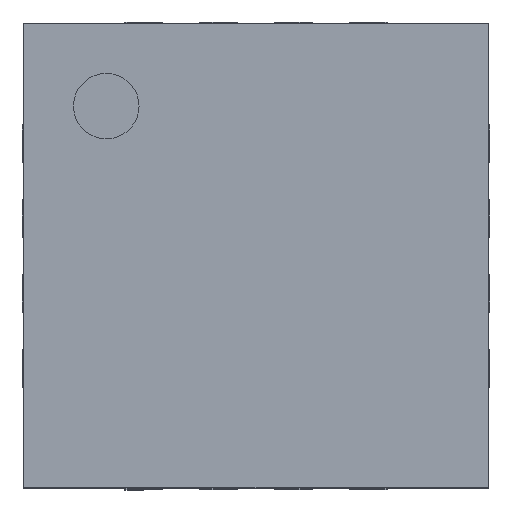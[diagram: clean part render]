
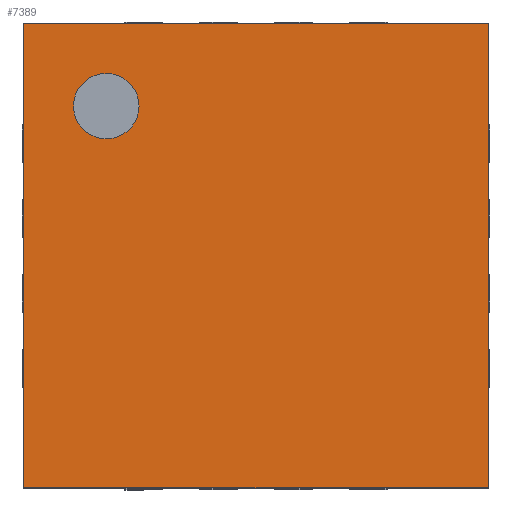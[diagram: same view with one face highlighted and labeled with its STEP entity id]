
A CAD part, top view. The second image highlights one B-rep face of the part: STEP entity #7389.
In plain terms, the highlighted planar face has unit normal (0, 0, 1).
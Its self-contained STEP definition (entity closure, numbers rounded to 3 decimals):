
#225 = PLANE('',#226);
#226 = AXIS2_PLACEMENT_3D('',#227,#228,#229);
#227 = CARTESIAN_POINT('',(-1.24,1.24,0.03));
#228 = DIRECTION('',(0.,1.,0.));
#229 = DIRECTION('',(0.,0.,1.));
#479 = PLANE('',#480);
#480 = AXIS2_PLACEMENT_3D('',#481,#482,#483);
#481 = CARTESIAN_POINT('',(-1.24,-1.24,0.03));
#482 = DIRECTION('',(1.,0.,0.));
#483 = DIRECTION('',(0.,0.,1.));
#507 = PLANE('',#508);
#508 = AXIS2_PLACEMENT_3D('',#509,#510,#511);
#509 = CARTESIAN_POINT('',(-1.24,-1.24,0.03));
#510 = DIRECTION('',(0.,1.,0.));
#511 = DIRECTION('',(0.,0.,1.));
#975 = PLANE('',#976);
#976 = AXIS2_PLACEMENT_3D('',#977,#978,#979);
#977 = CARTESIAN_POINT('',(1.24,-1.24,0.03));
#978 = DIRECTION('',(1.,0.,0.));
#979 = DIRECTION('',(0.,0.,1.));
#2384 = VERTEX_POINT('',#2385);
#2385 = CARTESIAN_POINT('',(-1.24,1.24,0.53));
#2406 = EDGE_CURVE('',#2384,#2407,#2409,.T.);
#2407 = VERTEX_POINT('',#2408);
#2408 = CARTESIAN_POINT('',(1.24,1.24,0.53));
#2409 = SURFACE_CURVE('',#2410,(#2414,#2421),.PCURVE_S1.);
#2410 = LINE('',#2411,#2412);
#2411 = CARTESIAN_POINT('',(-1.24,1.24,0.53));
#2412 = VECTOR('',#2413,1.);
#2413 = DIRECTION('',(1.,0.,0.));
#2414 = PCURVE('',#225,#2415);
#2415 = DEFINITIONAL_REPRESENTATION('',(#2416),#2420);
#2416 = LINE('',#2417,#2418);
#2417 = CARTESIAN_POINT('',(0.5,0.));
#2418 = VECTOR('',#2419,1.);
#2419 = DIRECTION('',(0.,1.));
#2420 = ( GEOMETRIC_REPRESENTATION_CONTEXT(2) 
PARAMETRIC_REPRESENTATION_CONTEXT() REPRESENTATION_CONTEXT('2D SPACE',''
  ) );
#2421 = PCURVE('',#2422,#2427);
#2422 = PLANE('',#2423);
#2423 = AXIS2_PLACEMENT_3D('',#2424,#2425,#2426);
#2424 = CARTESIAN_POINT('',(-1.24,-1.24,0.53));
#2425 = DIRECTION('',(0.,0.,1.));
#2426 = DIRECTION('',(1.,0.,0.));
#2427 = DEFINITIONAL_REPRESENTATION('',(#2428),#2432);
#2428 = LINE('',#2429,#2430);
#2429 = CARTESIAN_POINT('',(0.,2.48));
#2430 = VECTOR('',#2431,1.);
#2431 = DIRECTION('',(1.,0.));
#2432 = ( GEOMETRIC_REPRESENTATION_CONTEXT(2) 
PARAMETRIC_REPRESENTATION_CONTEXT() REPRESENTATION_CONTEXT('2D SPACE',''
  ) );
#2698 = EDGE_CURVE('',#2699,#2384,#2701,.T.);
#2699 = VERTEX_POINT('',#2700);
#2700 = CARTESIAN_POINT('',(-1.24,-1.24,0.53));
#2701 = SURFACE_CURVE('',#2702,(#2706,#2713),.PCURVE_S1.);
#2702 = LINE('',#2703,#2704);
#2703 = CARTESIAN_POINT('',(-1.24,-1.24,0.53));
#2704 = VECTOR('',#2705,1.);
#2705 = DIRECTION('',(0.,1.,0.));
#2706 = PCURVE('',#479,#2707);
#2707 = DEFINITIONAL_REPRESENTATION('',(#2708),#2712);
#2708 = LINE('',#2709,#2710);
#2709 = CARTESIAN_POINT('',(0.5,0.));
#2710 = VECTOR('',#2711,1.);
#2711 = DIRECTION('',(0.,-1.));
#2712 = ( GEOMETRIC_REPRESENTATION_CONTEXT(2) 
PARAMETRIC_REPRESENTATION_CONTEXT() REPRESENTATION_CONTEXT('2D SPACE',''
  ) );
#2713 = PCURVE('',#2422,#2714);
#2714 = DEFINITIONAL_REPRESENTATION('',(#2715),#2719);
#2715 = LINE('',#2716,#2717);
#2716 = CARTESIAN_POINT('',(0.,0.));
#2717 = VECTOR('',#2718,1.);
#2718 = DIRECTION('',(0.,1.));
#2719 = ( GEOMETRIC_REPRESENTATION_CONTEXT(2) 
PARAMETRIC_REPRESENTATION_CONTEXT() REPRESENTATION_CONTEXT('2D SPACE',''
  ) );
#3029 = EDGE_CURVE('',#2699,#3030,#3032,.T.);
#3030 = VERTEX_POINT('',#3031);
#3031 = CARTESIAN_POINT('',(1.24,-1.24,0.53));
#3032 = SURFACE_CURVE('',#3033,(#3037,#3044),.PCURVE_S1.);
#3033 = LINE('',#3034,#3035);
#3034 = CARTESIAN_POINT('',(-1.24,-1.24,0.53));
#3035 = VECTOR('',#3036,1.);
#3036 = DIRECTION('',(1.,0.,0.));
#3037 = PCURVE('',#507,#3038);
#3038 = DEFINITIONAL_REPRESENTATION('',(#3039),#3043);
#3039 = LINE('',#3040,#3041);
#3040 = CARTESIAN_POINT('',(0.5,0.));
#3041 = VECTOR('',#3042,1.);
#3042 = DIRECTION('',(0.,1.));
#3043 = ( GEOMETRIC_REPRESENTATION_CONTEXT(2) 
PARAMETRIC_REPRESENTATION_CONTEXT() REPRESENTATION_CONTEXT('2D SPACE',''
  ) );
#3044 = PCURVE('',#2422,#3045);
#3045 = DEFINITIONAL_REPRESENTATION('',(#3046),#3050);
#3046 = LINE('',#3047,#3048);
#3047 = CARTESIAN_POINT('',(0.,0.));
#3048 = VECTOR('',#3049,1.);
#3049 = DIRECTION('',(1.,0.));
#3050 = ( GEOMETRIC_REPRESENTATION_CONTEXT(2) 
PARAMETRIC_REPRESENTATION_CONTEXT() REPRESENTATION_CONTEXT('2D SPACE',''
  ) );
#5212 = EDGE_CURVE('',#3030,#2407,#5213,.T.);
#5213 = SURFACE_CURVE('',#5214,(#5218,#5225),.PCURVE_S1.);
#5214 = LINE('',#5215,#5216);
#5215 = CARTESIAN_POINT('',(1.24,-1.24,0.53));
#5216 = VECTOR('',#5217,1.);
#5217 = DIRECTION('',(0.,1.,0.));
#5218 = PCURVE('',#975,#5219);
#5219 = DEFINITIONAL_REPRESENTATION('',(#5220),#5224);
#5220 = LINE('',#5221,#5222);
#5221 = CARTESIAN_POINT('',(0.5,0.));
#5222 = VECTOR('',#5223,1.);
#5223 = DIRECTION('',(0.,-1.));
#5224 = ( GEOMETRIC_REPRESENTATION_CONTEXT(2) 
PARAMETRIC_REPRESENTATION_CONTEXT() REPRESENTATION_CONTEXT('2D SPACE',''
  ) );
#5225 = PCURVE('',#2422,#5226);
#5226 = DEFINITIONAL_REPRESENTATION('',(#5227),#5231);
#5227 = LINE('',#5228,#5229);
#5228 = CARTESIAN_POINT('',(2.48,0.));
#5229 = VECTOR('',#5230,1.);
#5230 = DIRECTION('',(0.,1.));
#5231 = ( GEOMETRIC_REPRESENTATION_CONTEXT(2) 
PARAMETRIC_REPRESENTATION_CONTEXT() REPRESENTATION_CONTEXT('2D SPACE',''
  ) );
#7389 = ADVANCED_FACE('',(#7390,#7396),#2422,.T.);
#7390 = FACE_BOUND('',#7391,.T.);
#7391 = EDGE_LOOP('',(#7392,#7393,#7394,#7395));
#7392 = ORIENTED_EDGE('',*,*,#2698,.F.);
#7393 = ORIENTED_EDGE('',*,*,#3029,.T.);
#7394 = ORIENTED_EDGE('',*,*,#5212,.T.);
#7395 = ORIENTED_EDGE('',*,*,#2406,.F.);
#7396 = FACE_BOUND('',#7397,.T.);
#7397 = EDGE_LOOP('',(#7398));
#7398 = ORIENTED_EDGE('',*,*,#7399,.F.);
#7399 = EDGE_CURVE('',#7400,#7400,#7402,.T.);
#7400 = VERTEX_POINT('',#7401);
#7401 = CARTESIAN_POINT('',(-0.625,-0.8,0.53));
#7402 = SURFACE_CURVE('',#7403,(#7408,#7415),.PCURVE_S1.);
#7403 = CIRCLE('',#7404,0.175);
#7404 = AXIS2_PLACEMENT_3D('',#7405,#7406,#7407);
#7405 = CARTESIAN_POINT('',(-0.8,-0.8,0.53));
#7406 = DIRECTION('',(0.,0.,1.));
#7407 = DIRECTION('',(1.,0.,0.));
#7408 = PCURVE('',#2422,#7409);
#7409 = DEFINITIONAL_REPRESENTATION('',(#7410),#7414);
#7410 = CIRCLE('',#7411,0.175);
#7411 = AXIS2_PLACEMENT_2D('',#7412,#7413);
#7412 = CARTESIAN_POINT('',(0.44,0.44));
#7413 = DIRECTION('',(1.,0.));
#7414 = ( GEOMETRIC_REPRESENTATION_CONTEXT(2) 
PARAMETRIC_REPRESENTATION_CONTEXT() REPRESENTATION_CONTEXT('2D SPACE',''
  ) );
#7415 = PCURVE('',#7416,#7421);
#7416 = CYLINDRICAL_SURFACE('',#7417,0.175);
#7417 = AXIS2_PLACEMENT_3D('',#7418,#7419,#7420);
#7418 = CARTESIAN_POINT('',(-0.8,-0.8,0.53));
#7419 = DIRECTION('',(0.,0.,-1.));
#7420 = DIRECTION('',(1.,0.,0.));
#7421 = DEFINITIONAL_REPRESENTATION('',(#7422),#7426);
#7422 = LINE('',#7423,#7424);
#7423 = CARTESIAN_POINT('',(0.,0.));
#7424 = VECTOR('',#7425,1.);
#7425 = DIRECTION('',(-1.,0.));
#7426 = ( GEOMETRIC_REPRESENTATION_CONTEXT(2) 
PARAMETRIC_REPRESENTATION_CONTEXT() REPRESENTATION_CONTEXT('2D SPACE',''
  ) );
